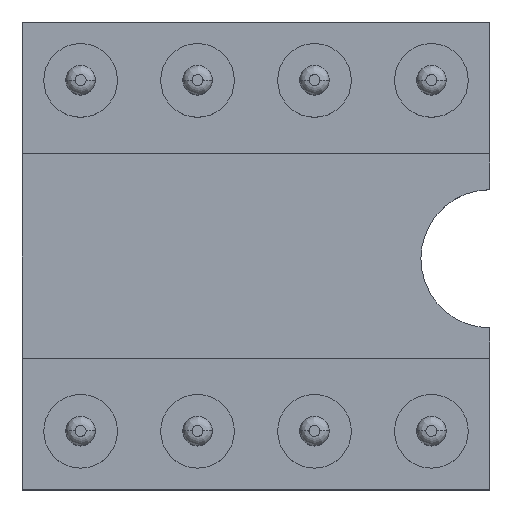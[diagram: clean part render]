
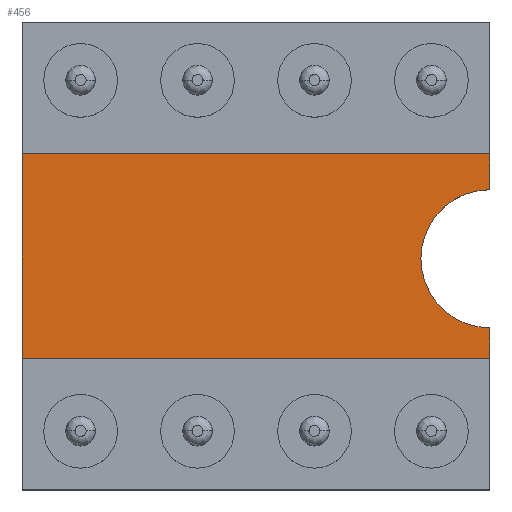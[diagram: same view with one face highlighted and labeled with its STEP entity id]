
A CAD part, top view. The second image highlights one B-rep face of the part: STEP entity #456.
In plain terms, the highlighted planar face has unit normal (0, 0, 1).
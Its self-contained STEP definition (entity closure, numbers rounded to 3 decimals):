
#352 = CIRCLE ( 'NONE', #4890, 1.5 ) ;
#456 = ADVANCED_FACE ( 'NONE', ( #6368 ), #3420, .T. ) ;
#479 = VECTOR ( 'NONE', #4052, 1000. ) ;
#615 = EDGE_CURVE ( 'NONE', #7345, #1533, #2280, .T. ) ;
#705 = CARTESIAN_POINT ( 'NONE',  ( 0., 7.3, 2.5 ) ) ;
#1242 = ORIENTED_EDGE ( 'NONE', *, *, #5360, .T. ) ;
#1533 = VERTEX_POINT ( 'NONE', #7562 ) ;
#1571 = DIRECTION ( 'NONE',  ( 0., 0., -1. ) ) ;
#1704 = DIRECTION ( 'NONE',  ( 0., 1., 0. ) ) ;
#1812 = ORIENTED_EDGE ( 'NONE', *, *, #1888, .T. ) ;
#1888 = EDGE_CURVE ( 'NONE', #5258, #7345, #3051, .T. ) ;
#1964 = CARTESIAN_POINT ( 'NONE',  ( 10.16, 7.3, 2.5 ) ) ;
#2226 = CARTESIAN_POINT ( 'NONE',  ( 0., 2.86, 2.5 ) ) ;
#2280 = LINE ( 'NONE', #6444, #5560 ) ;
#2478 = LINE ( 'NONE', #2885, #3919 ) ;
#2715 = DIRECTION ( 'NONE',  ( 1., 0., 0. ) ) ;
#2788 = VERTEX_POINT ( 'NONE', #6310 ) ;
#2809 = CARTESIAN_POINT ( 'NONE',  ( 0., 7.3, 2.5 ) ) ;
#2836 = DIRECTION ( 'NONE',  ( 1., 0., 0. ) ) ;
#2885 = CARTESIAN_POINT ( 'NONE',  ( 10.16, 0., 2.5 ) ) ;
#3051 = LINE ( 'NONE', #4864, #7857 ) ;
#3061 = EDGE_CURVE ( 'NONE', #2788, #7389, #352, .T. ) ;
#3420 = PLANE ( 'NONE',  #6469 ) ;
#3919 = VECTOR ( 'NONE', #7222, 1000. ) ;
#4052 = DIRECTION ( 'NONE',  ( -1., 0., 0. ) ) ;
#4210 = CARTESIAN_POINT ( 'NONE',  ( 10.16, 2.86, 2.5 ) ) ;
#4605 = LINE ( 'NONE', #4210, #7956 ) ;
#4864 = CARTESIAN_POINT ( 'NONE',  ( 0., 0., 2.5 ) ) ;
#4890 = AXIS2_PLACEMENT_3D ( 'NONE', #5262, #1571, #5903 ) ;
#5258 = VERTEX_POINT ( 'NONE', #705 ) ;
#5262 = CARTESIAN_POINT ( 'NONE',  ( 10.16, 5.02, 2.5 ) ) ;
#5278 = ORIENTED_EDGE ( 'NONE', *, *, #3061, .T. ) ;
#5360 = EDGE_CURVE ( 'NONE', #5635, #5258, #6849, .T. ) ;
#5415 = CARTESIAN_POINT ( 'NONE',  ( 0., 2.86, 2.5 ) ) ;
#5500 = DIRECTION ( 'NONE',  ( 0., -1., 0. ) ) ;
#5560 = VECTOR ( 'NONE', #2715, 1000. ) ;
#5635 = VERTEX_POINT ( 'NONE', #1964 ) ;
#5903 = DIRECTION ( 'NONE',  ( 1., 0., 0. ) ) ;
#6184 = ORIENTED_EDGE ( 'NONE', *, *, #6511, .F. ) ;
#6221 = ORIENTED_EDGE ( 'NONE', *, *, #7988, .T. ) ;
#6310 = CARTESIAN_POINT ( 'NONE',  ( 10.16, 3.52, 2.5 ) ) ;
#6368 = FACE_OUTER_BOUND ( 'NONE', #7767, .T. ) ;
#6444 = CARTESIAN_POINT ( 'NONE',  ( 0., 2.86, 2.5 ) ) ;
#6469 = AXIS2_PLACEMENT_3D ( 'NONE', #2226, #6570, #2836 ) ;
#6511 = EDGE_CURVE ( 'NONE', #5635, #7389, #2478, .T. ) ;
#6570 = DIRECTION ( 'NONE',  ( 0., 0., 1. ) ) ;
#6771 = ORIENTED_EDGE ( 'NONE', *, *, #615, .T. ) ;
#6849 = LINE ( 'NONE', #2809, #479 ) ;
#7222 = DIRECTION ( 'NONE',  ( 0., -1., 0. ) ) ;
#7345 = VERTEX_POINT ( 'NONE', #5415 ) ;
#7376 = CARTESIAN_POINT ( 'NONE',  ( 10.16, 6.52, 2.5 ) ) ;
#7389 = VERTEX_POINT ( 'NONE', #7376 ) ;
#7562 = CARTESIAN_POINT ( 'NONE',  ( 10.16, 2.86, 2.5 ) ) ;
#7767 = EDGE_LOOP ( 'NONE', ( #6771, #6221, #5278, #6184, #1242, #1812 ) ) ;
#7857 = VECTOR ( 'NONE', #5500, 1000. ) ;
#7956 = VECTOR ( 'NONE', #1704, 1000. ) ;
#7988 = EDGE_CURVE ( 'NONE', #1533, #2788, #4605, .T. ) ;
